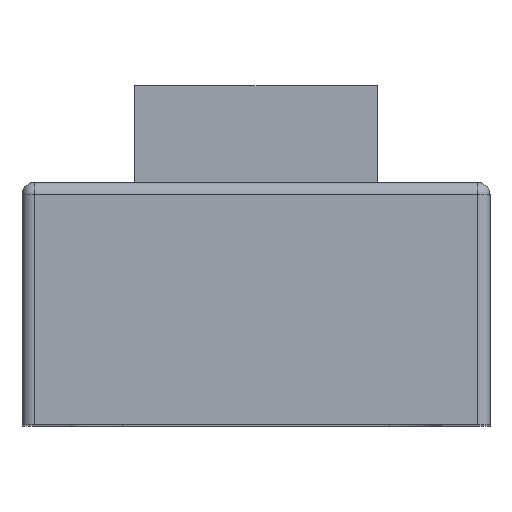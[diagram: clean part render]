
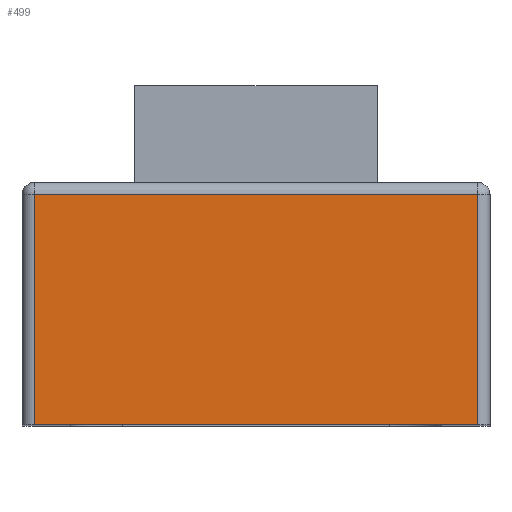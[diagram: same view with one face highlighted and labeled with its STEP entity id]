
A CAD part, top view. The second image highlights one B-rep face of the part: STEP entity #499.
In plain terms, the highlighted planar face has unit normal (0, 0, 1).
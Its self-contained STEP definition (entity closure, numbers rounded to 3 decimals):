
#143 = VERTEX_POINT('',#144);
#144 = CARTESIAN_POINT('',(18.,-20.,26.42));
#151 = EDGE_CURVE('',#143,#152,#154,.T.);
#152 = VERTEX_POINT('',#153);
#153 = CARTESIAN_POINT('',(-18.64,-20.,26.42));
#154 = LINE('',#155,#156);
#155 = CARTESIAN_POINT('',(19.,-20.,26.42));
#156 = VECTOR('',#157,1.);
#157 = DIRECTION('',(-1.,0.,0.));
#455 = VERTEX_POINT('',#456);
#456 = CARTESIAN_POINT('',(-18.64,-1.,26.42));
#463 = EDGE_CURVE('',#455,#152,#464,.T.);
#464 = LINE('',#465,#466);
#465 = CARTESIAN_POINT('',(-18.64,0.,26.42));
#466 = VECTOR('',#467,1.);
#467 = DIRECTION('',(0.,-1.,0.));
#499 = ADVANCED_FACE('',(#500),#518,.F.);
#500 = FACE_BOUND('',#501,.F.);
#501 = EDGE_LOOP('',(#502,#503,#504,#512));
#502 = ORIENTED_EDGE('',*,*,#151,.T.);
#503 = ORIENTED_EDGE('',*,*,#463,.F.);
#504 = ORIENTED_EDGE('',*,*,#505,.F.);
#505 = EDGE_CURVE('',#506,#455,#508,.T.);
#506 = VERTEX_POINT('',#507);
#507 = CARTESIAN_POINT('',(18.,-1.,26.42));
#508 = LINE('',#509,#510);
#509 = CARTESIAN_POINT('',(19.,-1.,26.42));
#510 = VECTOR('',#511,1.);
#511 = DIRECTION('',(-1.,0.,0.));
#512 = ORIENTED_EDGE('',*,*,#513,.T.);
#513 = EDGE_CURVE('',#506,#143,#514,.T.);
#514 = LINE('',#515,#516);
#515 = CARTESIAN_POINT('',(18.,0.,26.42));
#516 = VECTOR('',#517,1.);
#517 = DIRECTION('',(0.,-1.,0.));
#518 = PLANE('',#519);
#519 = AXIS2_PLACEMENT_3D('',#520,#521,#522);
#520 = CARTESIAN_POINT('',(19.,0.,26.42));
#521 = DIRECTION('',(0.,0.,-1.));
#522 = DIRECTION('',(-1.,0.,0.));
